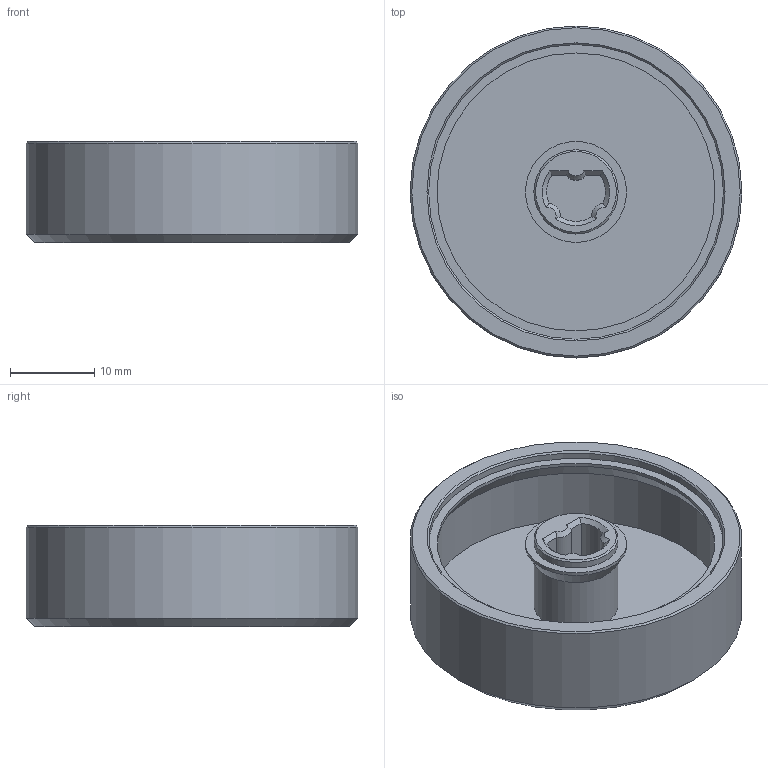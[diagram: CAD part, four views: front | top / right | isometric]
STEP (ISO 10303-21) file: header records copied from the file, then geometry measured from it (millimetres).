
FILE_DESCRIPTION(/* description */ (''),/* implementation_level */ '2;1');
FILE_NAME(/* name */ 'Knob v6.step',/* time_stamp */ '2020-10-21T19:41:37-04:00',/* author */ (''),/* organization */ (''),/* preprocessor_version */ 'ST-DEVELOPER v18.1',/* originating_system */ 'Autodesk Translation Framework v9.3.0.1241',/* authorisation */ '');
FILE_SCHEMA (('AUTOMOTIVE_DESIGN { 1 0 10303 214 3 1 1 }'));
Length unit declared in the file: millimetre
Products named in the file (1): Knob
Bounding box: 39.4 x 39.4 x 12 mm (x, y, z)
Volume: 5607.9 mm3; surface area: 5623.6 mm2
Topology: 1 solids, 1 shells, 36 faces, 73 edges, 44 vertices
Faces by surface type: cylinder 13, cone 12, plane 11
Full cylindrical faces by diameter (mm): 10 x2, 12 x1, 33 x1, 35 x2, 39.4 x1
Entity records: 984 total; most frequent: CARTESIAN_POINT 178, DIRECTION 177, ORIENTED_EDGE 146, AXIS2_PLACEMENT_3D 75, EDGE_CURVE 73, VERTEX_POINT 44, EDGE_LOOP 41, CIRCLE 38
